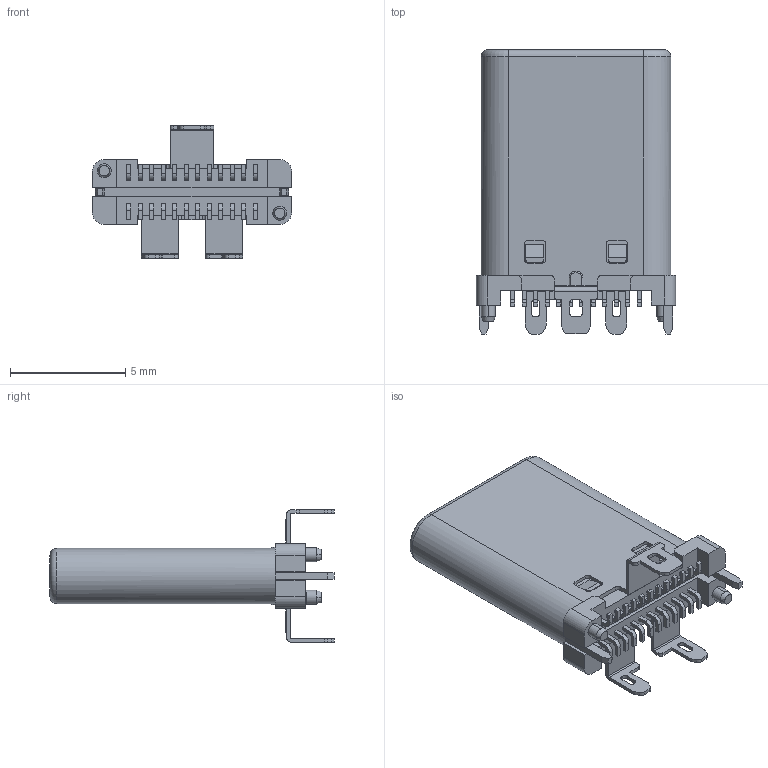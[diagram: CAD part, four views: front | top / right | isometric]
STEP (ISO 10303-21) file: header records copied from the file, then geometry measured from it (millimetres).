
FILE_DESCRIPTION((''),'2;1');
FILE_NAME('USBC016-A-M24S1BY','2019-03-20T',('Administrator'),(''),'PRO/ENGINEER BY PARAMETRIC TECHNOLOGY CORPORATION, 2012090','PRO/ENGINEER BY PARAMETRIC TECHNOLOGY CORPORATION, 2012090','');
FILE_SCHEMA(('CONFIG_CONTROL_DESIGN'));
Length unit declared in the file: millimetre
Products named in the file (1): USBC016-A-M24S1BY
Bounding box: 8.66 x 12.35 x 5.75 mm (x, y, z)
Volume: 170.8 mm3; surface area: 391.7 mm2
Topology: 1 solids, 1 shells, 511 faces, 1400 edges, 926 vertices
Faces by surface type: plane 337, cylinder 152, torus 14, cone 8
Entity records: 16267 total; most frequent: CARTESIAN_POINT 2952, ORIENTED_EDGE 2800, DIRECTION 2732, EDGE_CURVE 1400, VECTOR 1038, LINE 1038, VERTEX_POINT 926, AXIS2_PLACEMENT_3D 847
